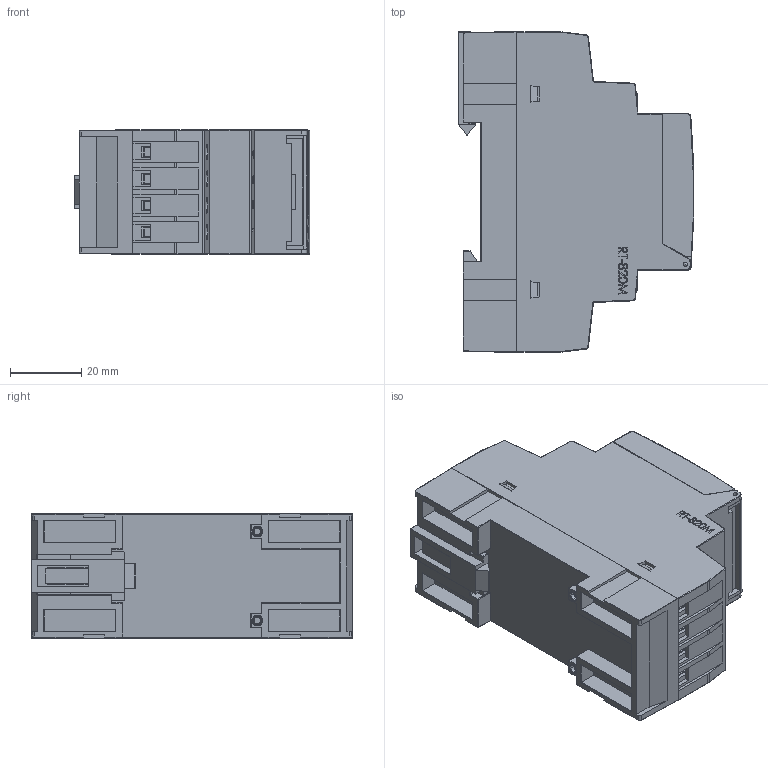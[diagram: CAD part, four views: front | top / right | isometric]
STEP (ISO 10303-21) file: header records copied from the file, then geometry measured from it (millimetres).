
FILE_DESCRIPTION(('STEP AP242'), '1');
FILE_NAME('RT-820M 鼁闉罻', '', ('UNSPECIFIED'), ('UNSPECIFIED'), 'C3D Converter', 'C3D Toolkit', '');
FILE_SCHEMA(('AP242_MANAGED_MODEL_BASED_3D_ENGINEERING_MIM_LF { 1 0 10303 442 1 1 4 }'));
Length unit declared in the file: millimetre
Assembly tree (14 placements, depth 3):
  (unnamed)
    (unnamed)
    (unnamed)
    (unnamed)
      (unnamed)
    (unnamed)
    (unnamed)  x4
      (unnamed)
    (unnamed)
    (unnamed)  x2
Bounding box: 66.17 x 90 x 35.02 mm (x, y, z)
Volume: 47526 mm3; surface area: 54891.7 mm2
Topology: 44 solids, 44 shells, 1785 faces, 4548 edges, 2898 vertices
Faces by surface type: plane 984, extrusion 307, cylinder 273, bspline 119, torus 44, cone 42, sphere 16
Full cylindrical faces by diameter (mm): 1 x10, 1.2 x3, 2 x8, 3.5 x8, 4 x4, 4.5 x8
Entity records: 98025 total; most frequent: CARTESIAN_POINT 58983, ORIENTED_EDGE 7674, DIRECTION 5899, EDGE_CURVE 3837, VECTOR 2769, VERTEX_POINT 2464, LINE 2462, EDGE_LOOP 1653
